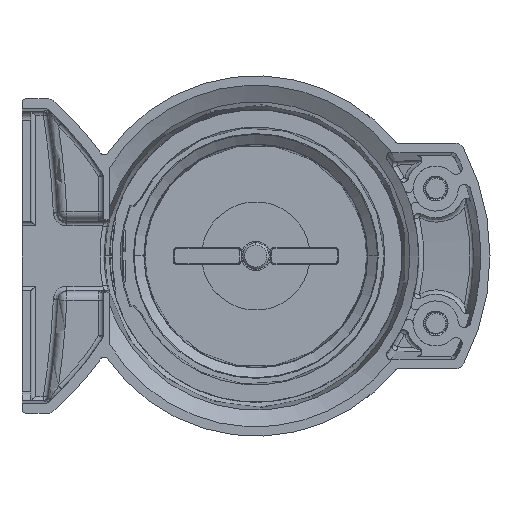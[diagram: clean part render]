
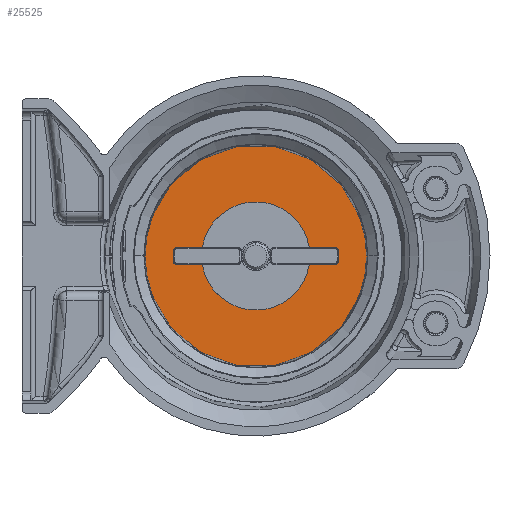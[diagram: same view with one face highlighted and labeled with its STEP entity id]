
A CAD part, front view. The second image highlights one B-rep face of the part: STEP entity #25525.
In plain terms, the highlighted planar face has unit normal (0, -1, 0).
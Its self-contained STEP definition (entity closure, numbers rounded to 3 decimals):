
#22011=CARTESIAN_POINT('',(0.,22.25,0.));
#22012=DIRECTION('',(0.,1.,0.));
#22013=DIRECTION('',(0.157,0.,0.988));
#22014=AXIS2_PLACEMENT_3D('',#22011,#22012,#22013);
#22016=DIRECTION('',(0.,0.,1.));
#22017=VECTOR('',#22016,5.695);
#22018=CARTESIAN_POINT('',(1.891,22.25,11.894));
#22019=LINE('',#22018,#22017);
#22033=CARTESIAN_POINT('',(0.,22.25,0.));
#22034=DIRECTION('',(0.,1.,0.));
#22035=DIRECTION('',(0.,0.,-1.));
#22036=AXIS2_PLACEMENT_3D('',#22033,#22034,#22035);
#22038=CARTESIAN_POINT('',(0.,22.25,0.));
#22039=DIRECTION('',(0.,1.,0.));
#22040=DIRECTION('',(0.,0.,1.));
#22041=AXIS2_PLACEMENT_3D('',#22038,#22039,#22040);
#22157=CARTESIAN_POINT('',(1.141,22.25,18.339));
#22158=CARTESIAN_POINT('',(1.204,22.25,18.339));
#22159=CARTESIAN_POINT('',(1.314,22.25,18.324));
#22160=CARTESIAN_POINT('',(1.499,22.25,18.26));
#22161=CARTESIAN_POINT('',(1.682,22.25,18.13));
#22162=CARTESIAN_POINT('',(1.812,22.25,17.947));
#22163=CARTESIAN_POINT('',(1.876,22.25,17.762));
#22164=CARTESIAN_POINT('',(1.891,22.25,17.651));
#22165=CARTESIAN_POINT('',(1.891,22.25,17.589));
#22311=CARTESIAN_POINT('',(0.,22.25,0.));
#22312=DIRECTION('',(0.,1.,0.));
#22313=DIRECTION('',(-0.157,0.,-0.988));
#22314=AXIS2_PLACEMENT_3D('',#22311,#22312,#22313);
#22321=DIRECTION('',(0.,0.,-1.));
#22322=VECTOR('',#22321,5.695);
#22323=CARTESIAN_POINT('',(-1.891,22.25,17.589));
#22324=LINE('',#22323,#22322);
#22338=CARTESIAN_POINT('',(-1.891,22.25,17.589));
#22339=CARTESIAN_POINT('',(-1.891,22.25,17.651));
#22340=CARTESIAN_POINT('',(-1.876,22.25,17.762));
#22341=CARTESIAN_POINT('',(-1.812,22.25,17.947));
#22342=CARTESIAN_POINT('',(-1.682,22.25,18.13));
#22343=CARTESIAN_POINT('',(-1.499,22.25,18.26));
#22344=CARTESIAN_POINT('',(-1.314,22.25,18.324));
#22345=CARTESIAN_POINT('',(-1.204,22.25,18.339));
#22346=CARTESIAN_POINT('',(-1.141,22.25,18.339));
#22363=DIRECTION('',(-1.,0.,0.));
#22364=VECTOR('',#22363,2.282);
#22365=CARTESIAN_POINT('',(1.141,22.25,18.339));
#22366=LINE('',#22365,#22364);
#22461=DIRECTION('',(0.,0.,-1.));
#22462=VECTOR('',#22461,5.695);
#22463=CARTESIAN_POINT('',(-1.891,22.25,-11.894));
#22464=LINE('',#22463,#22462);
#22564=DIRECTION('',(0.,0.,1.));
#22565=VECTOR('',#22564,5.695);
#22566=CARTESIAN_POINT('',(1.891,22.25,-17.589));
#22567=LINE('',#22566,#22565);
#22581=CARTESIAN_POINT('',(1.891,22.25,-17.589));
#22582=CARTESIAN_POINT('',(1.891,22.25,-17.651));
#22583=CARTESIAN_POINT('',(1.876,22.25,-17.762));
#22584=CARTESIAN_POINT('',(1.812,22.25,-17.947));
#22585=CARTESIAN_POINT('',(1.682,22.25,-18.13));
#22586=CARTESIAN_POINT('',(1.499,22.25,-18.26));
#22587=CARTESIAN_POINT('',(1.314,22.25,-18.324));
#22588=CARTESIAN_POINT('',(1.204,22.25,-18.339));
#22589=CARTESIAN_POINT('',(1.141,22.25,-18.339));
#22606=DIRECTION('',(1.,0.,0.));
#22607=VECTOR('',#22606,2.282);
#22608=CARTESIAN_POINT('',(-1.141,22.25,-18.339));
#22609=LINE('',#22608,#22607);
#22618=CARTESIAN_POINT('',(-1.141,22.25,-18.339));
#22619=CARTESIAN_POINT('',(-1.204,22.25,-18.339));
#22620=CARTESIAN_POINT('',(-1.314,22.25,-18.324));
#22621=CARTESIAN_POINT('',(-1.499,22.25,-18.26));
#22622=CARTESIAN_POINT('',(-1.682,22.25,-18.13));
#22623=CARTESIAN_POINT('',(-1.812,22.25,-17.947));
#22624=CARTESIAN_POINT('',(-1.876,22.25,-17.762));
#22625=CARTESIAN_POINT('',(-1.891,22.25,-17.651));
#22626=CARTESIAN_POINT('',(-1.891,22.25,-17.589));
#23309=CARTESIAN_POINT('',(0.,22.25,-24.625));
#23310=CARTESIAN_POINT('',(0.,22.25,24.625));
#23311=VERTEX_POINT('',#23309);
#23312=VERTEX_POINT('',#23310);
#23456=CARTESIAN_POINT('',(1.891,22.25,11.894));
#23457=CARTESIAN_POINT('',(1.891,22.25,17.589));
#23458=VERTEX_POINT('',#23456);
#23459=VERTEX_POINT('',#23457);
#23461=CARTESIAN_POINT('',(-1.891,22.25,17.589));
#23462=CARTESIAN_POINT('',(-1.891,22.25,11.894));
#23463=VERTEX_POINT('',#23461);
#23464=VERTEX_POINT('',#23462);
#23466=VERTEX_POINT('',#22346);
#23467=CARTESIAN_POINT('',(1.141,22.25,18.339));
#23468=VERTEX_POINT('',#23467);
#23469=CARTESIAN_POINT('',(-1.891,22.25,-11.894));
#23470=CARTESIAN_POINT('',(-1.891,22.25,-17.589));
#23471=VERTEX_POINT('',#23469);
#23472=VERTEX_POINT('',#23470);
#23474=VERTEX_POINT('',#22618);
#23475=CARTESIAN_POINT('',(1.141,22.25,-18.339));
#23476=VERTEX_POINT('',#23475);
#23477=VERTEX_POINT('',#22581);
#23478=CARTESIAN_POINT('',(1.891,22.25,-11.894));
#23479=VERTEX_POINT('',#23478);
#25490=CARTESIAN_POINT('',(0.,22.25,0.));
#25491=DIRECTION('',(0.,1.,0.));
#25492=DIRECTION('',(0.,0.,-1.));
#25493=AXIS2_PLACEMENT_3D('',#25490,#25491,#25492);
#25494=PLANE('',#25493);
#25496=ORIENTED_EDGE('',*,*,#25495,.T.);
#25498=ORIENTED_EDGE('',*,*,#25497,.T.);
#25499=EDGE_LOOP('',(#25496,#25498));
#25500=FACE_OUTER_BOUND('',#25499,.F.);
#25501=ORIENTED_EDGE('',*,*,#25470,.T.);
#25503=ORIENTED_EDGE('',*,*,#25502,.F.);
#25505=ORIENTED_EDGE('',*,*,#25504,.T.);
#25507=ORIENTED_EDGE('',*,*,#25506,.F.);
#25509=ORIENTED_EDGE('',*,*,#25508,.T.);
#25511=ORIENTED_EDGE('',*,*,#25510,.F.);
#25513=ORIENTED_EDGE('',*,*,#25512,.T.);
#25515=ORIENTED_EDGE('',*,*,#25514,.F.);
#25517=ORIENTED_EDGE('',*,*,#25516,.T.);
#25519=ORIENTED_EDGE('',*,*,#25518,.F.);
#25521=ORIENTED_EDGE('',*,*,#25520,.T.);
#25522=ORIENTED_EDGE('',*,*,#25451,.F.);
#25523=EDGE_LOOP('',(#25501,#25503,#25505,#25507,#25509,#25511,#25513,#25515,
#25517,#25519,#25521,#25522));
#25524=FACE_BOUND('',#25523,.F.);
#25525=ADVANCED_FACE('',(#25500,#25524),#25494,.F.);
#22015=CIRCLE('',#22014,12.043);
#22037=CIRCLE('',#22036,24.625);
#22042=CIRCLE('',#22041,24.625);
#22166=B_SPLINE_CURVE_WITH_KNOTS('',3,(#22157,#22158,#22159,#22160,#22161,
#22162,#22163,#22164,#22165),.UNSPECIFIED.,.F.,.F.,(4,1,1,1,1,1,4),(0.,
0.125,0.25,0.5,0.75,0.875,1.),.UNSPECIFIED.);
#22315=CIRCLE('',#22314,12.043);
#22347=B_SPLINE_CURVE_WITH_KNOTS('',3,(#22338,#22339,#22340,#22341,#22342,
#22343,#22344,#22345,#22346),.UNSPECIFIED.,.F.,.F.,(4,1,1,1,1,1,4),(0.,
0.125,0.25,0.5,0.75,0.875,1.),.UNSPECIFIED.);
#22590=B_SPLINE_CURVE_WITH_KNOTS('',3,(#22581,#22582,#22583,#22584,#22585,
#22586,#22587,#22588,#22589),.UNSPECIFIED.,.F.,.F.,(4,1,1,1,1,1,4),(0.,
0.125,0.25,0.5,0.75,0.875,1.),.UNSPECIFIED.);
#22627=B_SPLINE_CURVE_WITH_KNOTS('',3,(#22618,#22619,#22620,#22621,#22622,
#22623,#22624,#22625,#22626),.UNSPECIFIED.,.F.,.F.,(4,1,1,1,1,1,4),(0.,
0.125,0.25,0.5,0.75,0.875,1.),.UNSPECIFIED.);
#25451=EDGE_CURVE('',#23458,#23479,#22015,.T.);
#25470=EDGE_CURVE('',#23458,#23459,#22019,.T.);
#25495=EDGE_CURVE('',#23311,#23312,#22037,.T.);
#25497=EDGE_CURVE('',#23312,#23311,#22042,.T.);
#25502=EDGE_CURVE('',#23468,#23459,#22166,.T.);
#25504=EDGE_CURVE('',#23468,#23466,#22366,.T.);
#25506=EDGE_CURVE('',#23463,#23466,#22347,.T.);
#25508=EDGE_CURVE('',#23463,#23464,#22324,.T.);
#25510=EDGE_CURVE('',#23471,#23464,#22315,.T.);
#25512=EDGE_CURVE('',#23471,#23472,#22464,.T.);
#25514=EDGE_CURVE('',#23474,#23472,#22627,.T.);
#25516=EDGE_CURVE('',#23474,#23476,#22609,.T.);
#25518=EDGE_CURVE('',#23477,#23476,#22590,.T.);
#25520=EDGE_CURVE('',#23477,#23479,#22567,.T.);
